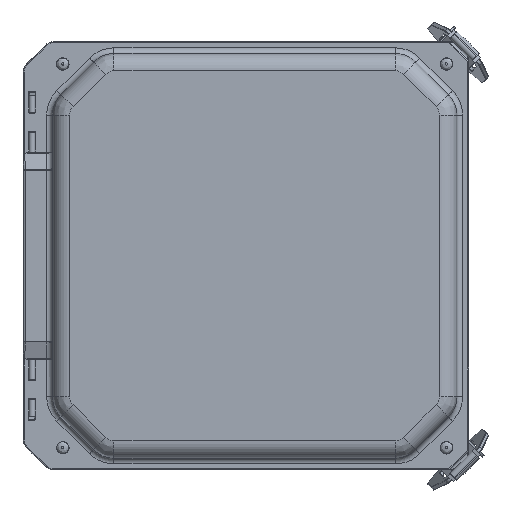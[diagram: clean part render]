
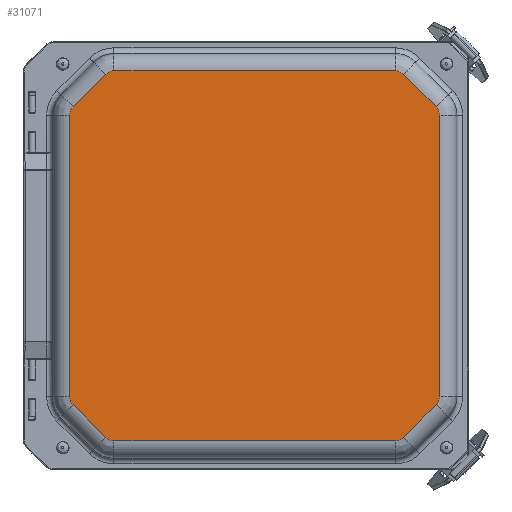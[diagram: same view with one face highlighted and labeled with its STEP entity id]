
A CAD part, top view. The second image highlights one B-rep face of the part: STEP entity #31071.
In plain terms, the highlighted planar face has unit normal (0, 0, 1).
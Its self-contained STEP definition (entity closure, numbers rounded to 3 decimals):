
#4107=LINE($,#70707,#6121);
#4110=LINE($,#70714,#6124);
#4111=LINE($,#70743,#6125);
#4112=LINE($,#70747,#6126);
#4113=LINE($,#70777,#6127);
#4115=LINE($,#70783,#6129);
#4116=LINE($,#70812,#6130);
#4117=LINE($,#70816,#6131);
#6121=VECTOR($,#43306,6.169);
#6124=VECTOR($,#43313,1.013);
#6125=VECTOR($,#43328,1.013);
#6126=VECTOR($,#43333,6.171);
#6127=VECTOR($,#43348,6.171);
#6129=VECTOR($,#43354,1.013);
#6130=VECTOR($,#43369,1.013);
#6131=VECTOR($,#43374,6.169);
#6887=PLANE($,#34631);
#8838=FACE_OUTER_BOUND($,#10901,.T.);
#10901=EDGE_LOOP($,(#27853,#27854,#27855,#27856,#27857,#27858,#27859,#27860,
#27861,#27862,#27863,#27864,#27865,#27866,#27867,#27868));
#12511=CIRCLE($,#34594,0.254);
#12517=CIRCLE($,#34602,0.254);
#12520=CIRCLE($,#34605,0.254);
#12524=CIRCLE($,#34611,0.254);
#12527=CIRCLE($,#34614,0.254);
#12531=CIRCLE($,#34620,0.254);
#12534=CIRCLE($,#34623,0.254);
#12537=CIRCLE($,#34628,0.254);
#15048=VERTEX_POINT($,#70697);
#15049=VERTEX_POINT($,#70699);
#15051=VERTEX_POINT($,#70705);
#15052=VERTEX_POINT($,#70710);
#15054=VERTEX_POINT($,#70724);
#15055=VERTEX_POINT($,#70736);
#15056=VERTEX_POINT($,#70741);
#15057=VERTEX_POINT($,#70745);
#15058=VERTEX_POINT($,#70757);
#15059=VERTEX_POINT($,#70769);
#15061=VERTEX_POINT($,#70775);
#15062=VERTEX_POINT($,#70779);
#15064=VERTEX_POINT($,#70793);
#15065=VERTEX_POINT($,#70805);
#15066=VERTEX_POINT($,#70810);
#15067=VERTEX_POINT($,#70814);
#19370=EDGE_CURVE($,#15048,#15049,#12511,.T.);
#19374=EDGE_CURVE($,#15051,#15048,#4107,.T.);
#19378=EDGE_CURVE($,#15049,#15052,#4110,.T.);
#19380=EDGE_CURVE($,#15054,#15051,#12517,.T.);
#19383=EDGE_CURVE($,#15052,#15055,#12520,.T.);
#19385=EDGE_CURVE($,#15056,#15054,#4111,.T.);
#19387=EDGE_CURVE($,#15055,#15057,#4112,.T.);
#19389=EDGE_CURVE($,#15058,#15056,#12524,.T.);
#19392=EDGE_CURVE($,#15057,#15059,#12527,.T.);
#19394=EDGE_CURVE($,#15061,#15058,#4113,.T.);
#19397=EDGE_CURVE($,#15059,#15062,#4115,.T.);
#19399=EDGE_CURVE($,#15064,#15061,#12531,.T.);
#19402=EDGE_CURVE($,#15062,#15065,#12534,.T.);
#19404=EDGE_CURVE($,#15066,#15064,#4116,.T.);
#19406=EDGE_CURVE($,#15065,#15067,#4117,.T.);
#19407=EDGE_CURVE($,#15067,#15066,#12537,.T.);
#27853=ORIENTED_EDGE($,*,*,#19370,.F.);
#27854=ORIENTED_EDGE($,*,*,#19374,.F.);
#27855=ORIENTED_EDGE($,*,*,#19380,.F.);
#27856=ORIENTED_EDGE($,*,*,#19385,.F.);
#27857=ORIENTED_EDGE($,*,*,#19389,.F.);
#27858=ORIENTED_EDGE($,*,*,#19394,.F.);
#27859=ORIENTED_EDGE($,*,*,#19399,.F.);
#27860=ORIENTED_EDGE($,*,*,#19404,.F.);
#27861=ORIENTED_EDGE($,*,*,#19407,.F.);
#27862=ORIENTED_EDGE($,*,*,#19406,.F.);
#27863=ORIENTED_EDGE($,*,*,#19402,.F.);
#27864=ORIENTED_EDGE($,*,*,#19397,.F.);
#27865=ORIENTED_EDGE($,*,*,#19392,.F.);
#27866=ORIENTED_EDGE($,*,*,#19387,.F.);
#27867=ORIENTED_EDGE($,*,*,#19383,.F.);
#27868=ORIENTED_EDGE($,*,*,#19378,.F.);
#31071=ADVANCED_FACE($,(#8838),#6887,.T.);
#34594=AXIS2_PLACEMENT_3D($,#70700,#43296,#43297);
#34602=AXIS2_PLACEMENT_3D($,#70726,#43316,#43317);
#34605=AXIS2_PLACEMENT_3D($,#70739,#43322,#43323);
#34611=AXIS2_PLACEMENT_3D($,#70759,#43336,#43337);
#34614=AXIS2_PLACEMENT_3D($,#70773,#43342,#43343);
#34620=AXIS2_PLACEMENT_3D($,#70795,#43357,#43358);
#34623=AXIS2_PLACEMENT_3D($,#70808,#43363,#43364);
#34628=AXIS2_PLACEMENT_3D($,#70826,#43375,#43376);
#34631=AXIS2_PLACEMENT_3D($,#70831,#43383,#43384);
#43296=DIRECTION('center_axis',(0.,0.,-1.));
#43297=DIRECTION('ref_axis',(-0.383,-0.924,0.));
#43306=DIRECTION($,(-1.,0.,0.));
#43313=DIRECTION($,(-0.707,0.707,0.));
#43316=DIRECTION('center_axis',(0.,0.,-1.));
#43317=DIRECTION('ref_axis',(0.383,-0.924,0.));
#43322=DIRECTION('center_axis',(0.,0.,-1.));
#43323=DIRECTION('ref_axis',(-0.924,-0.383,0.));
#43328=DIRECTION($,(-0.707,-0.707,0.));
#43333=DIRECTION($,(0.,1.,0.));
#43336=DIRECTION('center_axis',(0.,0.,-1.));
#43337=DIRECTION('ref_axis',(0.924,-0.383,0.));
#43342=DIRECTION('center_axis',(0.,0.,-1.));
#43343=DIRECTION('ref_axis',(-0.924,0.383,0.));
#43348=DIRECTION($,(0.,-1.,0.));
#43354=DIRECTION($,(0.707,0.707,0.));
#43357=DIRECTION('center_axis',(0.,0.,-1.));
#43358=DIRECTION('ref_axis',(0.924,0.383,0.));
#43363=DIRECTION('center_axis',(0.,0.,-1.));
#43364=DIRECTION('ref_axis',(-0.383,0.924,0.));
#43369=DIRECTION($,(0.707,-0.707,0.));
#43374=DIRECTION($,(1.,0.,0.));
#43375=DIRECTION('center_axis',(0.,0.,-1.));
#43376=DIRECTION('ref_axis',(0.383,0.924,0.));
#43383=DIRECTION('center_axis',(0.,0.,1.));
#43384=DIRECTION('ref_axis',(1.,0.,0.));
#70697=CARTESIAN_POINT('',(-2.896,-4.056,1.));
#70699=CARTESIAN_POINT('',(-3.076,-3.982,1.));
#70700=CARTESIAN_POINT('Origin',(-2.896,-3.802,1.));
#70705=CARTESIAN_POINT('',(3.273,-4.056,1.));
#70707=CARTESIAN_POINT($,(3.273,-4.056,1.));
#70710=CARTESIAN_POINT('',(-3.792,-3.265,1.));
#70714=CARTESIAN_POINT($,(-3.076,-3.982,1.));
#70724=CARTESIAN_POINT('',(3.453,-3.982,1.));
#70726=CARTESIAN_POINT('Origin',(3.273,-3.802,1.));
#70736=CARTESIAN_POINT('',(-3.866,-3.086,1.));
#70739=CARTESIAN_POINT('Origin',(-3.612,-3.086,1.));
#70741=CARTESIAN_POINT('',(4.169,-3.265,1.));
#70743=CARTESIAN_POINT($,(4.169,-3.265,1.));
#70745=CARTESIAN_POINT('',(-3.866,3.086,1.));
#70747=CARTESIAN_POINT($,(-3.866,-3.086,1.));
#70757=CARTESIAN_POINT('',(4.243,-3.086,1.));
#70759=CARTESIAN_POINT('Origin',(3.99,-3.086,1.));
#70769=CARTESIAN_POINT('',(-3.792,3.265,1.));
#70773=CARTESIAN_POINT('Origin',(-3.612,3.086,1.));
#70775=CARTESIAN_POINT('',(4.243,3.086,1.));
#70777=CARTESIAN_POINT($,(4.243,3.086,1.));
#70779=CARTESIAN_POINT('',(-3.076,3.982,1.));
#70783=CARTESIAN_POINT($,(-3.792,3.265,1.));
#70793=CARTESIAN_POINT('',(4.169,3.265,1.));
#70795=CARTESIAN_POINT('Origin',(3.99,3.086,1.));
#70805=CARTESIAN_POINT('',(-2.896,4.056,1.));
#70808=CARTESIAN_POINT('Origin',(-2.896,3.802,1.));
#70810=CARTESIAN_POINT('',(3.453,3.982,1.));
#70812=CARTESIAN_POINT($,(3.453,3.982,1.));
#70814=CARTESIAN_POINT('',(3.273,4.056,1.));
#70816=CARTESIAN_POINT($,(-2.896,4.056,1.));
#70826=CARTESIAN_POINT('Origin',(3.273,3.802,1.));
#70831=CARTESIAN_POINT('Origin',(0.189,0.,1.));
